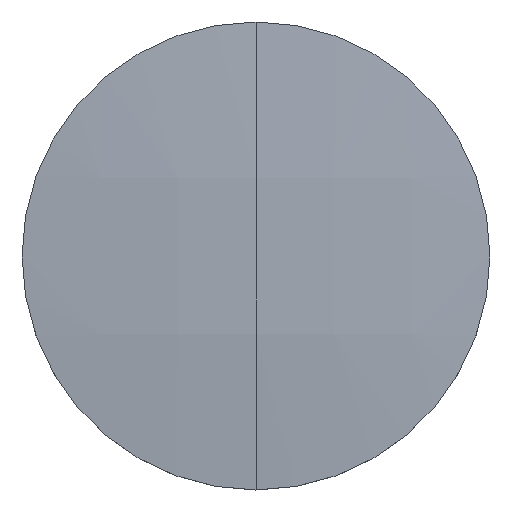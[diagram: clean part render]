
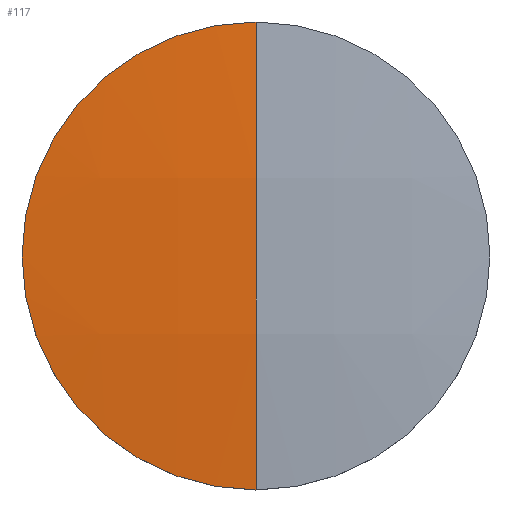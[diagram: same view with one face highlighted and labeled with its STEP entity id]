
A CAD part, top view. The second image highlights one B-rep face of the part: STEP entity #117.
In plain terms, the highlighted free-form (B-spline) face has degree [3, 3] with [4, 4] control points.
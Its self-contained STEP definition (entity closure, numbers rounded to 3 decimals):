
#2 = CARTESIAN_POINT ( 'NONE',  ( -25.448, 25.704, 3.693 ) ) ;
#4 = DIRECTION ( 'NONE',  ( 0., 0., -1. ) ) ;
#6 = AXIS2_PLACEMENT_3D ( 'NONE', #91, #4, #277 ) ;
#11 = CIRCLE ( 'NONE', #6, 25.4 ) ;
#18 = AXIS2_PLACEMENT_3D ( 'NONE', #166, #185, #249 ) ;
#24 = CARTESIAN_POINT ( 'NONE',  ( -25.587, 8.591, 5.238 ) ) ;
#27 = CARTESIAN_POINT ( 'NONE',  ( 0., 25.704, 4.837 ) ) ;
#29 = CARTESIAN_POINT ( 'NONE',  ( -25.4, 0., 4.865 ) ) ;
#44 = CARTESIAN_POINT ( 'NONE',  ( -8.543, 8.591, 6.389 ) ) ;
#46 = CARTESIAN_POINT ( 'NONE',  ( -16.985, 25.704, 4.456 ) ) ;
#56 = CARTESIAN_POINT ( 'NONE',  ( 0., 25.4, 4.865 ) ) ;
#62 = AXIS2_PLACEMENT_3D ( 'NONE', #119, #281, #251 ) ;
#63 = CARTESIAN_POINT ( 'NONE',  ( 0., -25.704, 4.837 ) ) ;
#66 = CARTESIAN_POINT ( 'NONE',  ( -25.587, -8.591, 5.238 ) ) ;
#69 = FACE_OUTER_BOUND ( 'NONE', #85, .T. ) ;
#85 = EDGE_LOOP ( 'NONE', ( #94, #210, #132 ) ) ;
#91 = CARTESIAN_POINT ( 'NONE',  ( 0., 0., 4.865 ) ) ;
#93 = CARTESIAN_POINT ( 'NONE',  ( -8.543, -8.591, 6.389 ) ) ;
#94 = ORIENTED_EDGE ( 'NONE', *, *, #259, .F. ) ;
#103 =( BOUNDED_SURFACE ( )  B_SPLINE_SURFACE ( 3, 3, ( 
 ( #63, #239, #264, #160 ),
 ( #220, #93, #116, #66 ),
 ( #224, #44, #184, #24 ),
 ( #27, #247, #46, #2 ) ),
 .UNSPECIFIED., .F., .F., .T. ) 
 B_SPLINE_SURFACE_WITH_KNOTS ( ( 4, 4 ),
 ( 4, 4 ),
 ( 0., 1. ),
 ( 0., 1. ),
 .UNSPECIFIED. ) 
 GEOMETRIC_REPRESENTATION_ITEM ( )  RATIONAL_B_SPLINE_SURFACE ( (
 ( 1., 0.999, 0.999, 1.),
 ( 0.997, 0.997, 0.997, 0.997),
 ( 0.997, 0.997, 0.997, 0.997),
 ( 1., 0.999, 0.999, 1.) ) ) 
 REPRESENTATION_ITEM ( '' )  SURFACE ( )  );
#116 = CARTESIAN_POINT ( 'NONE',  ( -17.078, -8.591, 6.005 ) ) ;
#117 = ADVANCED_FACE ( 'NONE', ( #69 ), #103, .T. ) ;
#119 = CARTESIAN_POINT ( 'NONE',  ( 0., 0., 4.865 ) ) ;
#131 = CIRCLE ( 'NONE', #18, 284.7 ) ;
#132 = ORIENTED_EDGE ( 'NONE', *, *, #151, .F. ) ;
#151 = EDGE_CURVE ( 'NONE', #235, #286, #11, .T. ) ;
#160 = CARTESIAN_POINT ( 'NONE',  ( -25.448, -25.704, 3.693 ) ) ;
#166 = CARTESIAN_POINT ( 'NONE',  ( 0., 0., -278.7 ) ) ;
#184 = CARTESIAN_POINT ( 'NONE',  ( -17.078, 8.591, 6.005 ) ) ;
#185 = DIRECTION ( 'NONE',  ( -1., 0., 0. ) ) ;
#189 = CARTESIAN_POINT ( 'NONE',  ( 0., -25.4, 4.865 ) ) ;
#210 = ORIENTED_EDGE ( 'NONE', *, *, #232, .T. ) ;
#220 = CARTESIAN_POINT ( 'NONE',  ( 0., -8.591, 6.389 ) ) ;
#224 = CARTESIAN_POINT ( 'NONE',  ( 0., 8.591, 6.389 ) ) ;
#232 = EDGE_CURVE ( 'NONE', #245, #286, #131, .T. ) ;
#235 = VERTEX_POINT ( 'NONE', #29 ) ;
#239 = CARTESIAN_POINT ( 'NONE',  ( -8.497, -25.704, 4.837 ) ) ;
#245 = VERTEX_POINT ( 'NONE', #189 ) ;
#247 = CARTESIAN_POINT ( 'NONE',  ( -8.497, 25.704, 4.837 ) ) ;
#249 = DIRECTION ( 'NONE',  ( 0., -1., 0. ) ) ;
#251 = DIRECTION ( 'NONE',  ( 1., 0., 0. ) ) ;
#259 = EDGE_CURVE ( 'NONE', #245, #235, #282, .T. ) ;
#264 = CARTESIAN_POINT ( 'NONE',  ( -16.985, -25.704, 4.456 ) ) ;
#277 = DIRECTION ( 'NONE',  ( 1., 0., 0. ) ) ;
#281 = DIRECTION ( 'NONE',  ( 0., 0., -1. ) ) ;
#282 = CIRCLE ( 'NONE', #62, 25.4 ) ;
#286 = VERTEX_POINT ( 'NONE', #56 ) ;
